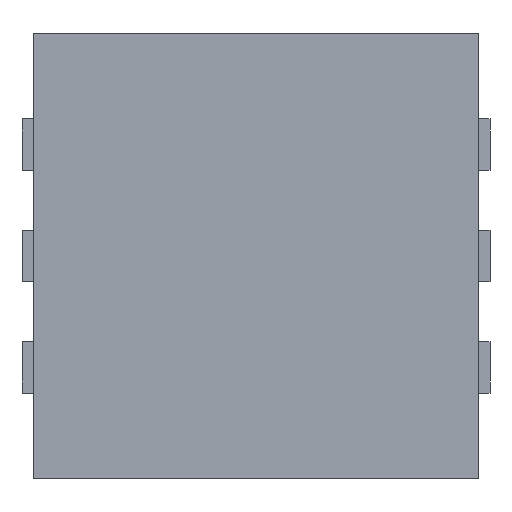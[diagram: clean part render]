
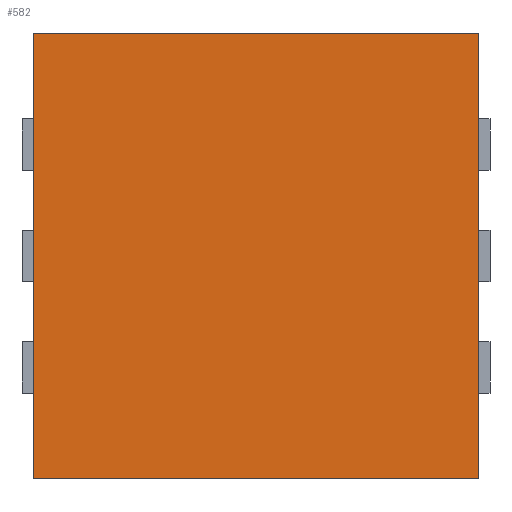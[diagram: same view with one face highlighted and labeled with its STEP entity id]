
A CAD part, front view. The second image highlights one B-rep face of the part: STEP entity #582.
In plain terms, the highlighted planar face has unit normal (0, -1, 0).
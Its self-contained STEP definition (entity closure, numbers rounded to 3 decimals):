
#27 = EDGE_LOOP ( 'NONE', ( #1641, #1402, #439, #117 ) ) ;
#117 = ORIENTED_EDGE ( 'NONE', *, *, #746, .T. ) ;
#207 = LINE ( 'NONE', #215, #1062 ) ;
#210 = EDGE_CURVE ( 'NONE', #416, #279, #207, .T. ) ;
#215 = CARTESIAN_POINT ( 'NONE',  ( -1., -0.75, 0. ) ) ;
#279 = VERTEX_POINT ( 'NONE', #1503 ) ;
#303 = DIRECTION ( 'NONE',  ( 0., -1., 0. ) ) ;
#354 = EDGE_CURVE ( 'NONE', #1508, #416, #1403, .T. ) ;
#364 = DIRECTION ( 'NONE',  ( 0., 0., 1. ) ) ;
#403 = FACE_OUTER_BOUND ( 'NONE', #27, .T. ) ;
#416 = VERTEX_POINT ( 'NONE', #616 ) ;
#439 = ORIENTED_EDGE ( 'NONE', *, *, #1167, .T. ) ;
#479 = CARTESIAN_POINT ( 'NONE',  ( 0., -0.75, 1. ) ) ;
#497 = DIRECTION ( 'NONE',  ( -1., 0., 0. ) ) ;
#537 = DIRECTION ( 'NONE',  ( 1., 0., 0. ) ) ;
#582 = ADVANCED_FACE ( 'NONE', ( #403 ), #1436, .T. ) ;
#592 = DIRECTION ( 'NONE',  ( 0., 0., -1. ) ) ;
#616 = CARTESIAN_POINT ( 'NONE',  ( -1., -0.75, 1. ) ) ;
#631 = VECTOR ( 'NONE', #497, 1000. ) ;
#633 = VECTOR ( 'NONE', #364, 1000. ) ;
#746 = EDGE_CURVE ( 'NONE', #777, #1508, #1012, .T. ) ;
#777 = VERTEX_POINT ( 'NONE', #1255 ) ;
#960 = CARTESIAN_POINT ( 'NONE',  ( 0., -0.75, 0. ) ) ;
#1012 = LINE ( 'NONE', #1525, #633 ) ;
#1062 = VECTOR ( 'NONE', #592, 1000. ) ;
#1167 = EDGE_CURVE ( 'NONE', #279, #777, #1432, .T. ) ;
#1173 = AXIS2_PLACEMENT_3D ( 'NONE', #960, #303, #1213 ) ;
#1213 = DIRECTION ( 'NONE',  ( 0., 0., -1. ) ) ;
#1255 = CARTESIAN_POINT ( 'NONE',  ( 1., -0.75, -1. ) ) ;
#1365 = CARTESIAN_POINT ( 'NONE',  ( 1., -0.75, 1. ) ) ;
#1402 = ORIENTED_EDGE ( 'NONE', *, *, #210, .T. ) ;
#1403 = LINE ( 'NONE', #479, #631 ) ;
#1432 = LINE ( 'NONE', #1447, #1445 ) ;
#1436 = PLANE ( 'NONE',  #1173 ) ;
#1445 = VECTOR ( 'NONE', #537, 1000. ) ;
#1447 = CARTESIAN_POINT ( 'NONE',  ( 0., -0.75, -1. ) ) ;
#1503 = CARTESIAN_POINT ( 'NONE',  ( -1., -0.75, -1. ) ) ;
#1508 = VERTEX_POINT ( 'NONE', #1365 ) ;
#1525 = CARTESIAN_POINT ( 'NONE',  ( 1., -0.75, 0. ) ) ;
#1641 = ORIENTED_EDGE ( 'NONE', *, *, #354, .T. ) ;
